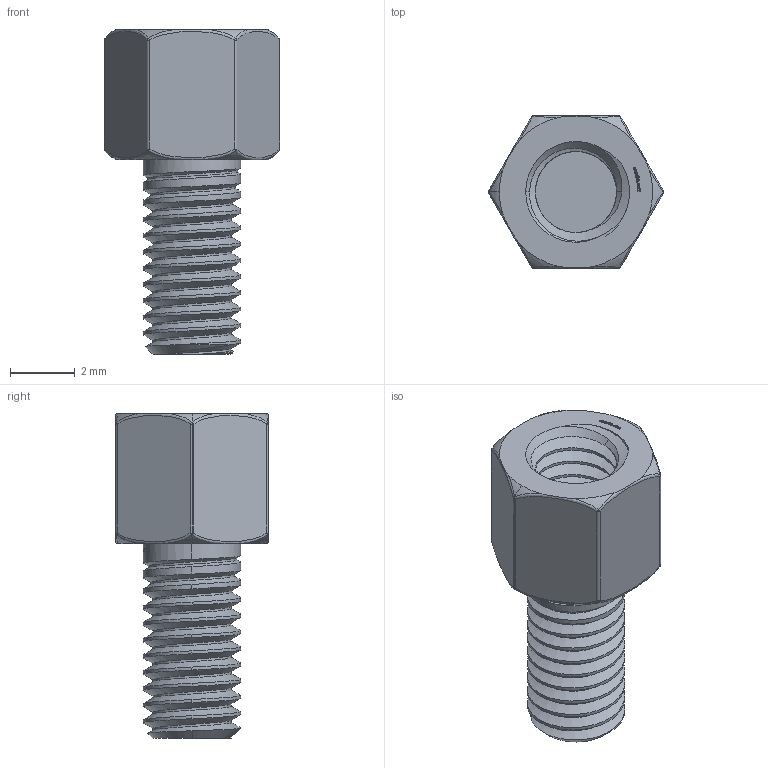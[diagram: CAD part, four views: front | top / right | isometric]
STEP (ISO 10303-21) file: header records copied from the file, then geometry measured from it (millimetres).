
FILE_DESCRIPTION (( 'STEP AP214' ), '1' );
FILE_NAME ('M3x4+6.STEP', '2017-03-25T08:51:44', ( '' ), ( '' ), 'SwSTEP 2.0', 'SolidWorks 2015', '' );
FILE_SCHEMA (( 'AUTOMOTIVE_DESIGN' ));
Length unit declared in the file: millimetre
Products named in the file (1): M3x4+6
Bounding box: 5.4 x 4.7 x 10 mm (x, y, z)
Volume: 86.5 mm3; surface area: 251.1 mm2
Topology: 2 solids, 2 shells, 295 faces, 893 edges, 609 vertices
Faces by surface type: bspline 152, plane 63, cylinder 44, sphere 16, torus 14, cone 6
Entity records: 22906 total; most frequent: CARTESIAN_POINT 13006, ORIENTED_EDGE 1770, EDGE_CURVE 885, DIRECTION 734, VERTEX_POINT 609, B_SPLINE_CURVE_WITH_KNOTS 510, EDGE_LOOP 312, LINE 304
